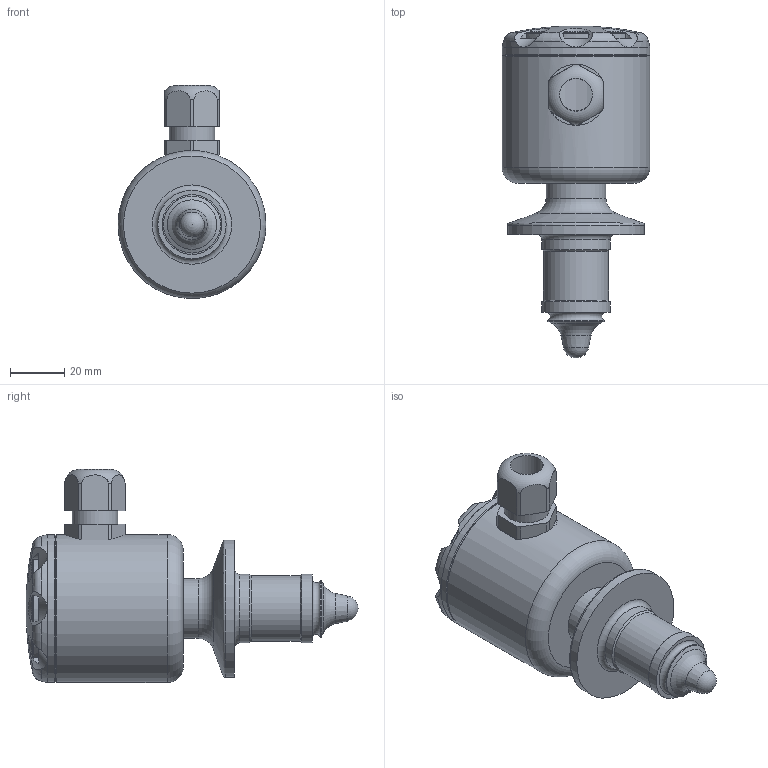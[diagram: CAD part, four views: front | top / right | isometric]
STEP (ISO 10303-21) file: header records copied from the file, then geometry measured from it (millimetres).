
FILE_DESCRIPTION( ( 'Unknown' ), '1' );
FILE_NAME( 'DN38 3A_Kabel_asm.stp', 'Unknown', ( 'Unknown' ), ( 'Unknown' ), 'PSStep 13.0', 'Unknown', ' ' );
FILE_SCHEMA( ( 'AUTOMOTIVE_DESIGN { 1 0 10303 214 1 1 1 1 }' ) );
Length unit declared in the file: millimetre
Products named in the file (1): 3031-049
Bounding box: 54.5 x 122.31 x 78.5 mm (x, y, z)
Surface area: 42449.6 mm2 (no closed solid volume)
Topology: 0 solids, 512 shells, 512 faces, 2798 edges, 2730 vertices
Faces by surface type: plane 387, cylinder 67, torus 38, cone 17, sphere 2, bspline 1
Full cylindrical faces by diameter (mm): 5.3 x2, 6.2 x1, 8 x1, 8.2 x2, 9.8 x2, 12 x2, 14 x1, 16 x1, 16.691 x1, 21 x2, 22 x1, 24 x1, 25.2 x2, 39.8 x1, 42.9 x2, 43 x1, 43.8 x1, 44 x1, 45.2 x1, 45.4 x1, 46 x2, 50.5 x1, 54.5 x2
Entity records: 34187 total; most frequent: CARTESIAN_POINT 9820, DIRECTION 4352, ORIENTED_EDGE 2682, EDGE_CURVE 2682, VERTEX_POINT 2682, LINE 1456, VECTOR 1456, AXIS2_PLACEMENT_3D 1448
